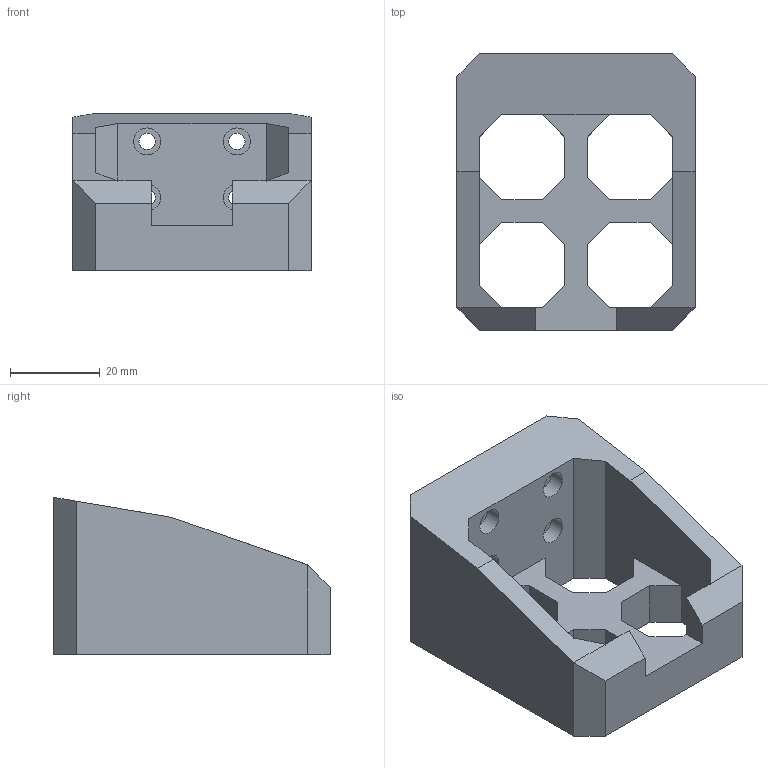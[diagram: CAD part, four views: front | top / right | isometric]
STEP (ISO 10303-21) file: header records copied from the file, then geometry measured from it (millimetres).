
FILE_DESCRIPTION(/* description */ (''),/* implementation_level */ '2;1');
FILE_NAME(/* name */ 'temp-extruder-mount.step',/* time_stamp */ '2024-04-10T21:24:02+05:30',/* author */ (''),/* organization */ (''),/* preprocessor_version */ 'ST-DEVELOPER v20',/* originating_system */ 'Autodesk Translation Framework v12.20.1.177',/* authorisation */ '');
FILE_SCHEMA (('AUTOMOTIVE_DESIGN { 1 0 10303 214 3 1 1 }'));
Length unit declared in the file: millimetre
Products named in the file (1): temp-extruder-mount
Bounding box: 53 x 61.5 x 35 mm (x, y, z)
Volume: 44653.7 mm3; surface area: 15519.1 mm2
Topology: 1 solids, 1 shells, 58 faces, 164 edges, 108 vertices
Faces by surface type: plane 50, cylinder 8
Full cylindrical faces by diameter (mm): 3.6 x4, 6 x4
Entity records: 1906 total; most frequent: CARTESIAN_POINT 331, ORIENTED_EDGE 328, DIRECTION 298, EDGE_CURVE 164, LINE 148, VECTOR 148, VERTEX_POINT 108, AXIS2_PLACEMENT_3D 75
